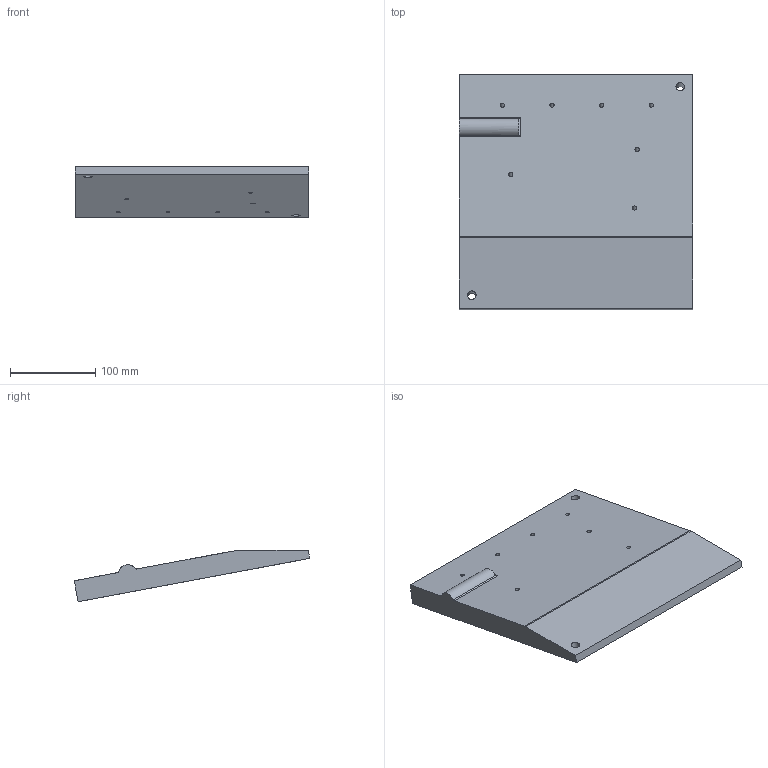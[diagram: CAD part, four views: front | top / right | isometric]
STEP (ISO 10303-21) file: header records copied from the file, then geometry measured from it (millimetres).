
FILE_DESCRIPTION( ( 'STEP AP203' ), '1' );
FILE_NAME( ' ', ' ', ( ' ' ), ( ' ' ), 'PSStep 10.1', ' ', ' ' );
FILE_SCHEMA( ( 'CONFIG_CONTROL_DESIGN' ) );
Length unit declared in the file: millimetre
Products named in the file (1): 1
Bounding box: 275 x 276.87 x 60.35 mm (x, y, z)
Volume: 1730272.4 mm3; surface area: 178693.4 mm2
Topology: 1 solids, 1 shells, 22 faces, 61 edges, 41 vertices
Faces by surface type: cylinder 14, plane 8
Full cylindrical faces by diameter (mm): 4.9 x4, 5 x3, 10 x2
Entity records: 821 total; most frequent: CARTESIAN_POINT 198, DIRECTION 115, ORIENTED_EDGE 104, EDGE_CURVE 52, EDGE_LOOP 49, AXIS2_PLACEMENT_3D 46, VERTEX_POINT 41, FACE_OUTER_BOUND 31
